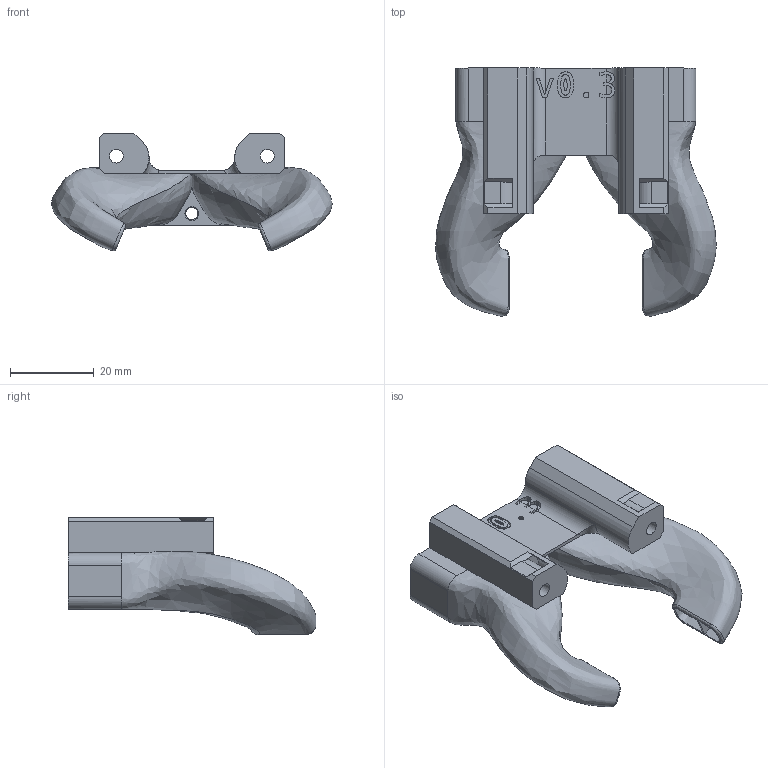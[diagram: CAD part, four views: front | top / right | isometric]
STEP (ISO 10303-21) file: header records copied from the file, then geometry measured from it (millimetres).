
FILE_DESCRIPTION(/* description */ (''),/* implementation_level */ '2;1');
FILE_NAME(/* name */ 'stock_bottom.step',/* time_stamp */ '2023-11-02T13:15:56-05:00',/* author */ (''),/* organization */ (''),/* preprocessor_version */ 'ST-DEVELOPER v20',/* originating_system */ 'Autodesk Translation Framework v12.14.0.127',/* authorisation */ '');
FILE_SCHEMA (('AUTOMOTIVE_DESIGN { 1 0 10303 214 3 1 1 }'));
Products named in the file (3): Bottom Horns V2; stock_bottom; PN596
Assembly tree (2 placements, depth 2):
  Bottom Horns V2
    stock_bottom
    PN596
Bounding box: 66.89 x 59.14 x 28.09 mm (x, y, z)
Volume: 13404.2 mm3; surface area: 18769.7 mm2
Topology: 2 solids, 2 shells, 357 faces, 1085 edges, 737 vertices
Faces by surface type: bspline 194, plane 100, cylinder 58, cone 3, torus 2
Full cylindrical faces by diameter (mm): 2.9 x1, 3.3 x3, 4.2 x1, 4.25 x1, 4.6 x1, 4.7 x1
Entity records: 37204 total; most frequent: CARTESIAN_POINT 28649, ORIENTED_EDGE 2170, DIRECTION 1150, EDGE_CURVE 1085, VERTEX_POINT 737, B_SPLINE_CURVE_WITH_KNOTS 486, AXIS2_PLACEMENT_3D 385, EDGE_LOOP 382
